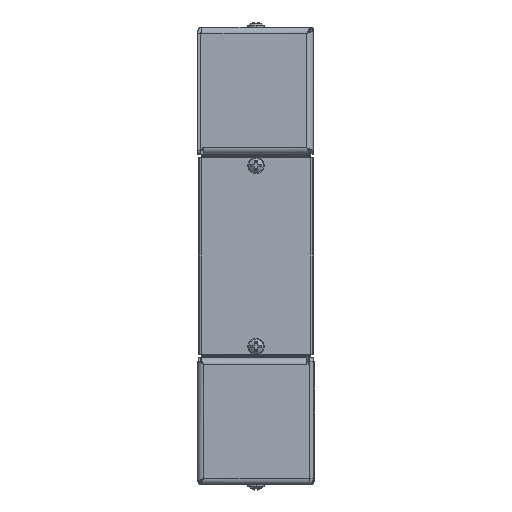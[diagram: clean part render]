
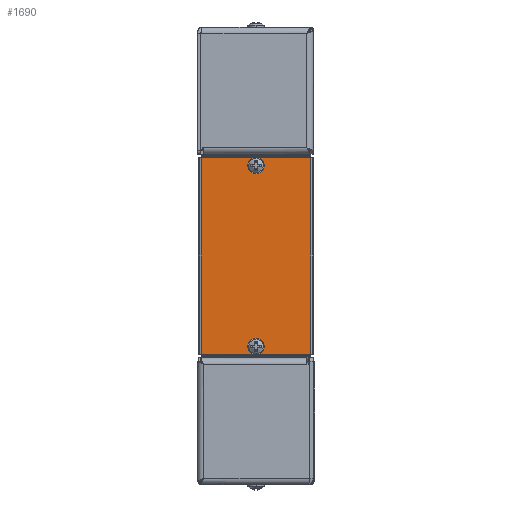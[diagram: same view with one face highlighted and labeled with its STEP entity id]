
A CAD part, left-side view. The second image highlights one B-rep face of the part: STEP entity #1690.
In plain terms, the highlighted face is planar.
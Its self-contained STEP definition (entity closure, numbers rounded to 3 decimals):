
#13 = EDGE_LOOP ( 'NONE', ( #3769, #209, #3229, #7362 ) ) ;
#68 = CARTESIAN_POINT ( 'NONE',  ( 168.35, 48., -1. ) ) ;
#147 = CARTESIAN_POINT ( 'NONE',  ( 172., 96., -1. ) ) ;
#209 = ORIENTED_EDGE ( 'NONE', *, *, #7411, .F. ) ;
#283 = DIRECTION ( 'NONE',  ( 0., 0., -1. ) ) ;
#610 = DIRECTION ( 'NONE',  ( -1., 0., 0. ) ) ;
#1221 = VERTEX_POINT ( 'NONE', #3982 ) ;
#1251 = LINE ( 'NONE', #6702, #8708 ) ;
#1330 = CARTESIAN_POINT ( 'NONE',  ( 0., 0., -1. ) ) ;
#1513 = ORIENTED_EDGE ( 'NONE', *, *, #8638, .F. ) ;
#1690 = ADVANCED_FACE ( 'NONE', ( #9119, #9159, #7592 ), #7731, .T. ) ;
#1767 = AXIS2_PLACEMENT_3D ( 'NONE', #3248, #283, #2496 ) ;
#1808 = EDGE_CURVE ( 'NONE', #6056, #4920, #7368, .T. ) ;
#2376 = CARTESIAN_POINT ( 'NONE',  ( 0., 0., -1. ) ) ;
#2404 = VECTOR ( 'NONE', #8807, 1000. ) ;
#2475 = EDGE_CURVE ( 'NONE', #8412, #8288, #8740, .T. ) ;
#2496 = DIRECTION ( 'NONE',  ( -1., 0., 0. ) ) ;
#2538 = CIRCLE ( 'NONE', #5879, 3.25 ) ;
#2874 = LINE ( 'NONE', #6093, #8383 ) ;
#3130 = EDGE_LOOP ( 'NONE', ( #5920, #5931 ) ) ;
#3229 = ORIENTED_EDGE ( 'NONE', *, *, #2475, .F. ) ;
#3248 = CARTESIAN_POINT ( 'NONE',  ( 165.1, 48., -1. ) ) ;
#3337 = DIRECTION ( 'NONE',  ( -1., 0., 0. ) ) ;
#3456 = VERTEX_POINT ( 'NONE', #7546 ) ;
#3488 = DIRECTION ( 'NONE',  ( 1., 0., 0. ) ) ;
#3553 = VERTEX_POINT ( 'NONE', #3821 ) ;
#3586 = CARTESIAN_POINT ( 'NONE',  ( 3.65, 48., -1. ) ) ;
#3769 = ORIENTED_EDGE ( 'NONE', *, *, #4549, .F. ) ;
#3821 = CARTESIAN_POINT ( 'NONE',  ( 0., 96., -1. ) ) ;
#3982 = CARTESIAN_POINT ( 'NONE',  ( 161.85, 48., -1. ) ) ;
#4038 = VECTOR ( 'NONE', #4341, 1000. ) ;
#4069 = DIRECTION ( 'NONE',  ( -1., 0., 0. ) ) ;
#4341 = DIRECTION ( 'NONE',  ( 0., 1., 0. ) ) ;
#4395 = CARTESIAN_POINT ( 'NONE',  ( 172., 0., -1. ) ) ;
#4549 = EDGE_CURVE ( 'NONE', #3553, #3456, #7339, .T. ) ;
#4658 = AXIS2_PLACEMENT_3D ( 'NONE', #2376, #7688, #9209 ) ;
#4920 = VERTEX_POINT ( 'NONE', #5891 ) ;
#5037 = CARTESIAN_POINT ( 'NONE',  ( 172., 0., -1. ) ) ;
#5334 = EDGE_CURVE ( 'NONE', #1221, #7043, #2538, .T. ) ;
#5558 = EDGE_CURVE ( 'NONE', #3456, #8412, #1251, .T. ) ;
#5645 = DIRECTION ( 'NONE',  ( 0., 0., -1. ) ) ;
#5764 = CARTESIAN_POINT ( 'NONE',  ( 6.9, 48., -1. ) ) ;
#5859 = DIRECTION ( 'NONE',  ( 0., 0., -1. ) ) ;
#5868 = AXIS2_PLACEMENT_3D ( 'NONE', #5764, #5859, #610 ) ;
#5879 = AXIS2_PLACEMENT_3D ( 'NONE', #9369, #7207, #3337 ) ;
#5891 = CARTESIAN_POINT ( 'NONE',  ( 10.15, 48., -1. ) ) ;
#5920 = ORIENTED_EDGE ( 'NONE', *, *, #5334, .F. ) ;
#5931 = ORIENTED_EDGE ( 'NONE', *, *, #9681, .F. ) ;
#6056 = VERTEX_POINT ( 'NONE', #3586 ) ;
#6093 = CARTESIAN_POINT ( 'NONE',  ( 0., 96., -1. ) ) ;
#6702 = CARTESIAN_POINT ( 'NONE',  ( 0., 0., -1. ) ) ;
#6897 = EDGE_LOOP ( 'NONE', ( #7783, #1513 ) ) ;
#7043 = VERTEX_POINT ( 'NONE', #68 ) ;
#7147 = CIRCLE ( 'NONE', #1767, 3.25 ) ;
#7207 = DIRECTION ( 'NONE',  ( 0., 0., -1. ) ) ;
#7339 = LINE ( 'NONE', #1330, #2404 ) ;
#7362 = ORIENTED_EDGE ( 'NONE', *, *, #5558, .F. ) ;
#7368 = CIRCLE ( 'NONE', #8761, 3.25 ) ;
#7411 = EDGE_CURVE ( 'NONE', #8288, #3553, #2874, .T. ) ;
#7546 = CARTESIAN_POINT ( 'NONE',  ( 0., 0., -1. ) ) ;
#7592 = FACE_OUTER_BOUND ( 'NONE', #13, .T. ) ;
#7688 = DIRECTION ( 'NONE',  ( 0., 0., -1. ) ) ;
#7731 = PLANE ( 'NONE',  #4658 ) ;
#7783 = ORIENTED_EDGE ( 'NONE', *, *, #1808, .F. ) ;
#7921 = CIRCLE ( 'NONE', #5868, 3.25 ) ;
#8288 = VERTEX_POINT ( 'NONE', #147 ) ;
#8322 = DIRECTION ( 'NONE',  ( -1., 0., 0. ) ) ;
#8383 = VECTOR ( 'NONE', #8322, 1000. ) ;
#8412 = VERTEX_POINT ( 'NONE', #4395 ) ;
#8638 = EDGE_CURVE ( 'NONE', #4920, #6056, #7921, .T. ) ;
#8708 = VECTOR ( 'NONE', #3488, 1000. ) ;
#8740 = LINE ( 'NONE', #5037, #4038 ) ;
#8761 = AXIS2_PLACEMENT_3D ( 'NONE', #9497, #5645, #4069 ) ;
#8807 = DIRECTION ( 'NONE',  ( 0., -1., 0. ) ) ;
#9119 = FACE_BOUND ( 'NONE', #6897, .T. ) ;
#9159 = FACE_BOUND ( 'NONE', #3130, .T. ) ;
#9209 = DIRECTION ( 'NONE',  ( -1., 0., 0. ) ) ;
#9369 = CARTESIAN_POINT ( 'NONE',  ( 165.1, 48., -1. ) ) ;
#9497 = CARTESIAN_POINT ( 'NONE',  ( 6.9, 48., -1. ) ) ;
#9681 = EDGE_CURVE ( 'NONE', #7043, #1221, #7147, .T. ) ;
